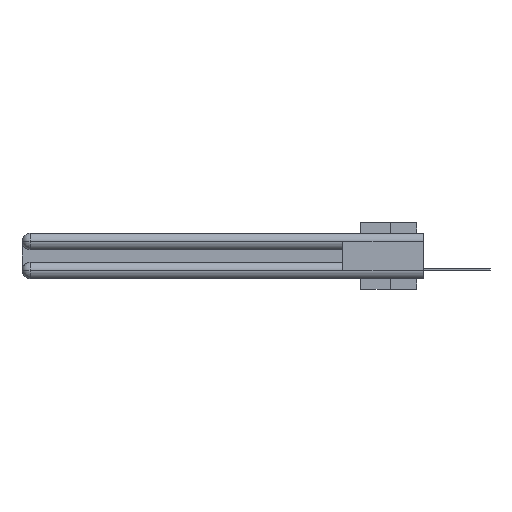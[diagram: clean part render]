
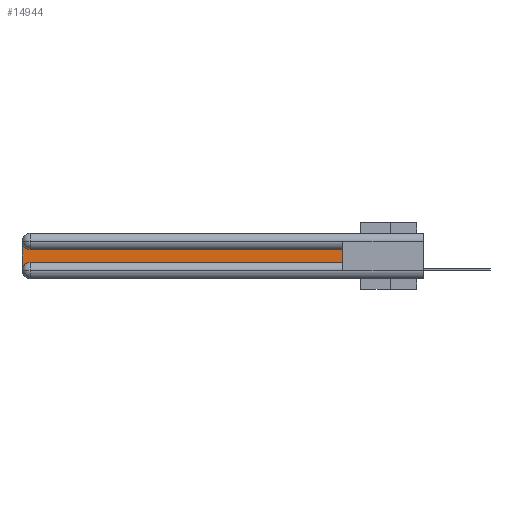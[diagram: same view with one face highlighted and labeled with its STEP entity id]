
A CAD part, left-side view. The second image highlights one B-rep face of the part: STEP entity #14944.
In plain terms, the highlighted planar face has unit normal (-1, 0, 0).
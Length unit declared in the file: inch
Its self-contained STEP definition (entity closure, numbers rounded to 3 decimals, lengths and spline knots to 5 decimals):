
#449 = CARTESIAN_POINT ( 'NONE',  ( 0.075, 0.6, -0.2175 ) ) ;
#2241 = CARTESIAN_POINT ( 'NONE',  ( 0.075, 2.94, -0.0625 ) ) ;
#4881 = DIRECTION ( 'NONE',  ( 1., 0., 0. ) ) ;
#4940 = EDGE_CURVE ( 'NONE', #34483, #5251, #19382, .T. ) ;
#5251 = VERTEX_POINT ( 'NONE', #21318 ) ;
#5326 = DIRECTION ( 'NONE',  ( 0., 0., -1. ) ) ;
#5483 = ORIENTED_EDGE ( 'NONE', *, *, #4940, .T. ) ;
#6070 = LINE ( 'NONE', #11656, #28823 ) ;
#7037 = EDGE_CURVE ( 'NONE', #21563, #13861, #18519, .T. ) ;
#7753 = FACE_OUTER_BOUND ( 'NONE', #31797, .T. ) ;
#8780 = VECTOR ( 'NONE', #26476, 39.37008 ) ;
#9715 = VERTEX_POINT ( 'NONE', #31832 ) ;
#10274 = PLANE ( 'NONE',  #16315 ) ;
#11656 = CARTESIAN_POINT ( 'NONE',  ( 0.075, 0.6, -0.2175 ) ) ;
#11813 = ORIENTED_EDGE ( 'NONE', *, *, #17305, .T. ) ;
#12303 = DIRECTION ( 'NONE',  ( 0., 0., -1. ) ) ;
#12926 = CIRCLE ( 'NONE', #15807, 0.06 ) ;
#13827 = ORIENTED_EDGE ( 'NONE', *, *, #7037, .T. ) ;
#13861 = VERTEX_POINT ( 'NONE', #449 ) ;
#13962 = CARTESIAN_POINT ( 'NONE',  ( 0.075, 0.6, -0.1225 ) ) ;
#14006 = DIRECTION ( 'NONE',  ( 0., 0., 1. ) ) ;
#14944 = ADVANCED_FACE ( 'NONE', ( #7753 ), #10274, .F. ) ;
#15726 = ORIENTED_EDGE ( 'NONE', *, *, #27258, .T. ) ;
#15805 = CARTESIAN_POINT ( 'NONE',  ( 0.075, 0.6, -0.2175 ) ) ;
#15807 = AXIS2_PLACEMENT_3D ( 'NONE', #2241, #30046, #5326 ) ;
#16071 = ORIENTED_EDGE ( 'NONE', *, *, #33983, .T. ) ;
#16287 = DIRECTION ( 'NONE',  ( 1., 0., 0. ) ) ;
#16315 = AXIS2_PLACEMENT_3D ( 'NONE', #23625, #4881, #26205 ) ;
#17305 = EDGE_CURVE ( 'NONE', #5251, #9715, #12926, .T. ) ;
#18519 = LINE ( 'NONE', #15805, #8780 ) ;
#18833 = DIRECTION ( 'NONE',  ( 0., 0., -1. ) ) ;
#19382 = LINE ( 'NONE', #13962, #30604 ) ;
#21318 = CARTESIAN_POINT ( 'NONE',  ( 0.075, 2.94, -0.1225 ) ) ;
#21563 = VERTEX_POINT ( 'NONE', #35254 ) ;
#22331 = CIRCLE ( 'NONE', #33301, 0.06 ) ;
#23625 = CARTESIAN_POINT ( 'NONE',  ( 0.075, 3., -0.1225 ) ) ;
#23662 = ORIENTED_EDGE ( 'NONE', *, *, #24103, .T. ) ;
#24103 = EDGE_CURVE ( 'NONE', #35347, #21563, #22331, .T. ) ;
#24986 = DIRECTION ( 'NONE',  ( 0., 1., 0. ) ) ;
#25526 = CARTESIAN_POINT ( 'NONE',  ( 0.075, 0.6, -0.1225 ) ) ;
#25746 = CARTESIAN_POINT ( 'NONE',  ( 0.075, 3., -0.2775 ) ) ;
#26034 = LINE ( 'NONE', #28723, #33481 ) ;
#26205 = DIRECTION ( 'NONE',  ( 0., 0., -1. ) ) ;
#26476 = DIRECTION ( 'NONE',  ( 0., -1., 0. ) ) ;
#27128 = CARTESIAN_POINT ( 'NONE',  ( 0.075, 2.94, -0.2775 ) ) ;
#27258 = EDGE_CURVE ( 'NONE', #9715, #35347, #26034, .T. ) ;
#28723 = CARTESIAN_POINT ( 'NONE',  ( 0.075, 3., -0.2175 ) ) ;
#28823 = VECTOR ( 'NONE', #14006, 39.37008 ) ;
#30046 = DIRECTION ( 'NONE',  ( 1., 0., 0. ) ) ;
#30604 = VECTOR ( 'NONE', #24986, 39.37008 ) ;
#31797 = EDGE_LOOP ( 'NONE', ( #5483, #11813, #15726, #23662, #13827, #16071 ) ) ;
#31832 = CARTESIAN_POINT ( 'NONE',  ( 0.075, 3., -0.0625 ) ) ;
#33301 = AXIS2_PLACEMENT_3D ( 'NONE', #27128, #16287, #18833 ) ;
#33481 = VECTOR ( 'NONE', #12303, 39.37008 ) ;
#33983 = EDGE_CURVE ( 'NONE', #13861, #34483, #6070, .T. ) ;
#34483 = VERTEX_POINT ( 'NONE', #25526 ) ;
#35254 = CARTESIAN_POINT ( 'NONE',  ( 0.075, 2.94, -0.2175 ) ) ;
#35347 = VERTEX_POINT ( 'NONE', #25746 ) ;
